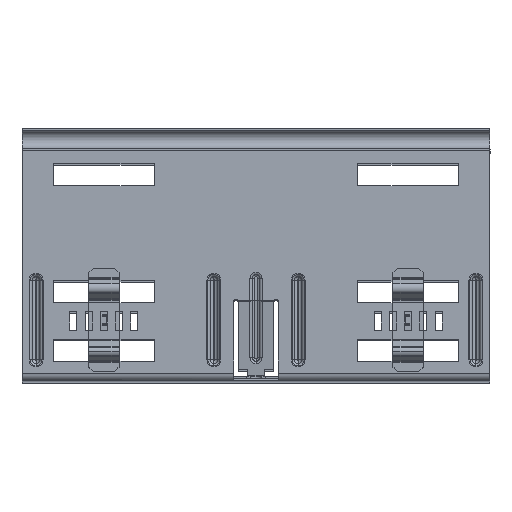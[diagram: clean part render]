
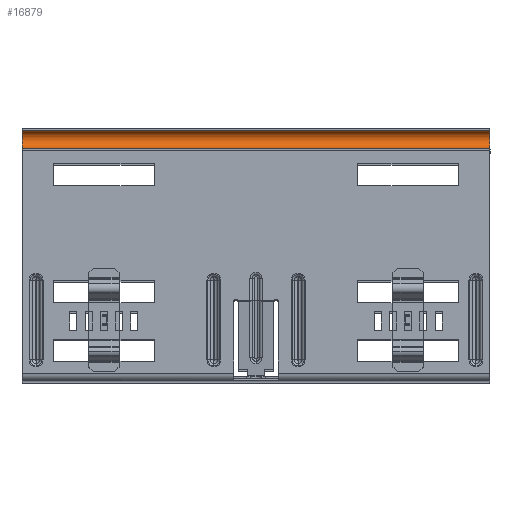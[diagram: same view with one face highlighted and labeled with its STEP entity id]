
A CAD part, top view. The second image highlights one B-rep face of the part: STEP entity #16879.
In plain terms, the highlighted cylindrical face has radius 3.7 mm (diameter 7.4 mm), a partial arc.
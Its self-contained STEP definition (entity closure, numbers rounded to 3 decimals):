
#163 = ORIENTED_EDGE ( 'NONE', *, *, #16924, .T. ) ;
#232 = LINE ( 'NONE', #18297, #3552 ) ;
#708 = DIRECTION ( 'NONE',  ( 0., -1., 0. ) ) ;
#1295 = DIRECTION ( 'NONE',  ( 0., 0., -1. ) ) ;
#1420 = DIRECTION ( 'NONE',  ( 0., 0., -1. ) ) ;
#1461 = VECTOR ( 'NONE', #3427, 1000. ) ;
#1473 = ORIENTED_EDGE ( 'NONE', *, *, #2405, .T. ) ;
#2008 = CARTESIAN_POINT ( 'NONE',  ( 4.75, 99.171, 100. ) ) ;
#2405 = EDGE_CURVE ( 'NONE', #14760, #7398, #3654, .T. ) ;
#2625 = CIRCLE ( 'NONE', #10121, 3.7 ) ;
#2705 = ORIENTED_EDGE ( 'NONE', *, *, #3831, .F. ) ;
#3059 = CYLINDRICAL_SURFACE ( 'NONE', #9171, 3.7 ) ;
#3427 = DIRECTION ( 'NONE',  ( 0., 0., -1. ) ) ;
#3552 = VECTOR ( 'NONE', #1420, 1000. ) ;
#3654 = CIRCLE ( 'NONE', #8741, 3.7 ) ;
#3715 = VERTEX_POINT ( 'NONE', #10166 ) ;
#3831 = EDGE_CURVE ( 'NONE', #14760, #9597, #8982, .T. ) ;
#4088 = DIRECTION ( 'NONE',  ( 0., 1., 0. ) ) ;
#5687 = DIRECTION ( 'NONE',  ( 0., 0., -1. ) ) ;
#6094 = EDGE_LOOP ( 'NONE', ( #163, #2705, #1473, #6453 ) ) ;
#6453 = ORIENTED_EDGE ( 'NONE', *, *, #15057, .T. ) ;
#6820 = FACE_OUTER_BOUND ( 'NONE', #6094, .T. ) ;
#7398 = VERTEX_POINT ( 'NONE', #9318 ) ;
#8367 = CARTESIAN_POINT ( 'NONE',  ( 4.75, 102.871, 200.417 ) ) ;
#8741 = AXIS2_PLACEMENT_3D ( 'NONE', #17590, #9173, #708 ) ;
#8982 = LINE ( 'NONE', #2008, #1461 ) ;
#9171 = AXIS2_PLACEMENT_3D ( 'NONE', #8367, #1295, #4088 ) ;
#9173 = DIRECTION ( 'NONE',  ( 0., 0., 1. ) ) ;
#9318 = CARTESIAN_POINT ( 'NONE',  ( 4.75, 106.571, 100. ) ) ;
#9597 = VERTEX_POINT ( 'NONE', #14412 ) ;
#10121 = AXIS2_PLACEMENT_3D ( 'NONE', #14123, #5687, #15552 ) ;
#10166 = CARTESIAN_POINT ( 'NONE',  ( 4.75, 106.571, -100. ) ) ;
#10565 = CARTESIAN_POINT ( 'NONE',  ( 4.75, 99.171, 100. ) ) ;
#14123 = CARTESIAN_POINT ( 'NONE',  ( 4.75, 102.871, -100. ) ) ;
#14412 = CARTESIAN_POINT ( 'NONE',  ( 4.75, 99.171, -100. ) ) ;
#14760 = VERTEX_POINT ( 'NONE', #10565 ) ;
#15057 = EDGE_CURVE ( 'NONE', #7398, #3715, #232, .T. ) ;
#15552 = DIRECTION ( 'NONE',  ( 0., 1., 0. ) ) ;
#16879 = ADVANCED_FACE ( 'NONE', ( #6820 ), #3059, .F. ) ;
#16924 = EDGE_CURVE ( 'NONE', #3715, #9597, #2625, .T. ) ;
#17590 = CARTESIAN_POINT ( 'NONE',  ( 4.75, 102.871, 100. ) ) ;
#18297 = CARTESIAN_POINT ( 'NONE',  ( 4.75, 106.571, 100. ) ) ;
